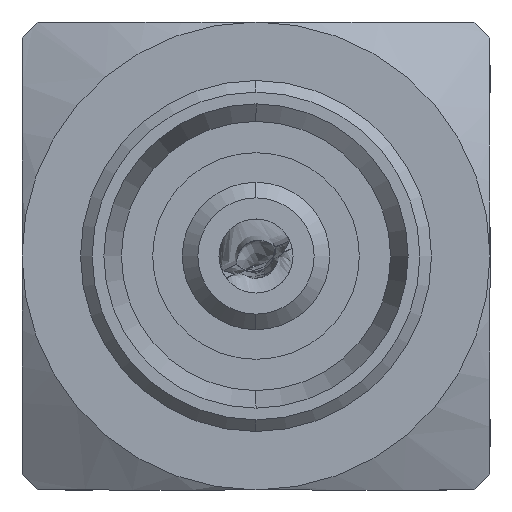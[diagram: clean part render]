
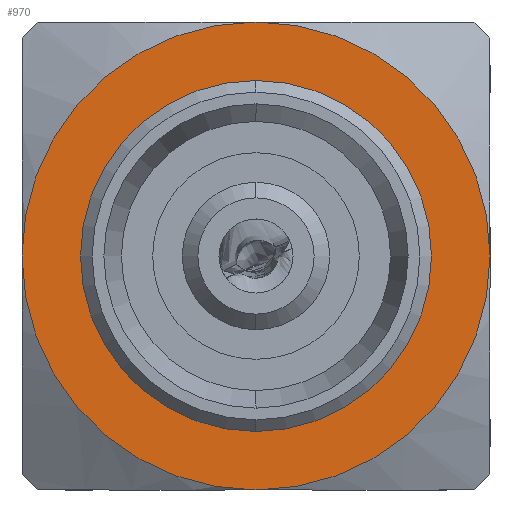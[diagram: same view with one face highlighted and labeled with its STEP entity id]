
A CAD part, left-side view. The second image highlights one B-rep face of the part: STEP entity #970.
In plain terms, the highlighted planar face has unit normal (-1, 0, 0).
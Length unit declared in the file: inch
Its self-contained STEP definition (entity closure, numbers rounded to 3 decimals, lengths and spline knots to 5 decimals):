
#10 = CARTESIAN_POINT ( 'NONE',  ( 0.17717, 0., -0.08858 ) ) ;
#11 = FACE_OUTER_BOUND ( 'NONE', #3258, .T. ) ;
#119 = ORIENTED_EDGE ( 'NONE', *, *, #4490, .F. ) ;
#331 = VERTEX_POINT ( 'NONE', #2787 ) ;
#338 = AXIS2_PLACEMENT_3D ( 'NONE', #3128, #3480, #922 ) ;
#501 = EDGE_CURVE ( 'NONE', #331, #2604, #3412, .T. ) ;
#618 = AXIS2_PLACEMENT_3D ( 'NONE', #5750, #1790, #868 ) ;
#747 = VERTEX_POINT ( 'NONE', #4695 ) ;
#868 = DIRECTION ( 'NONE',  ( 0., 0., 1. ) ) ;
#922 = DIRECTION ( 'NONE',  ( 0., 0., 1. ) ) ;
#970 = ADVANCED_FACE ( 'NONE', ( #5252, #11 ), #4848, .T. ) ;
#978 = EDGE_CURVE ( 'NONE', #1788, #747, #5080, .T. ) ;
#1241 = EDGE_LOOP ( 'NONE', ( #119, #2324 ) ) ;
#1435 = AXIS2_PLACEMENT_3D ( 'NONE', #4305, #3002, #5220 ) ;
#1628 = CARTESIAN_POINT ( 'NONE',  ( 0.17717, 0., -0.11811 ) ) ;
#1662 = ORIENTED_EDGE ( 'NONE', *, *, #3028, .T. ) ;
#1672 = CARTESIAN_POINT ( 'NONE',  ( 0.17717, 0.11811, 0. ) ) ;
#1679 = DIRECTION ( 'NONE',  ( -1., 0., 0. ) ) ;
#1716 = CIRCLE ( 'NONE', #1435, 0.11811 ) ;
#1772 = EDGE_CURVE ( 'NONE', #2604, #1788, #5761, .T. ) ;
#1788 = VERTEX_POINT ( 'NONE', #1628 ) ;
#1790 = DIRECTION ( 'NONE',  ( -1., 0., 0. ) ) ;
#1856 = CARTESIAN_POINT ( 'NONE',  ( 0.17717, 0., 0.08858 ) ) ;
#1867 = ORIENTED_EDGE ( 'NONE', *, *, #978, .T. ) ;
#1921 = VERTEX_POINT ( 'NONE', #10 ) ;
#2031 = CARTESIAN_POINT ( 'NONE',  ( 0.17717, 0., 0. ) ) ;
#2059 = CARTESIAN_POINT ( 'NONE',  ( 0.17717, 0., 0. ) ) ;
#2101 = DIRECTION ( 'NONE',  ( 0., 0., 1. ) ) ;
#2125 = DIRECTION ( 'NONE',  ( -1., 0., 0. ) ) ;
#2301 = AXIS2_PLACEMENT_3D ( 'NONE', #2059, #4792, #3933 ) ;
#2324 = ORIENTED_EDGE ( 'NONE', *, *, #2596, .F. ) ;
#2596 = EDGE_CURVE ( 'NONE', #1921, #3599, #3387, .T. ) ;
#2604 = VERTEX_POINT ( 'NONE', #1672 ) ;
#2683 = CIRCLE ( 'NONE', #4535, 0.08858 ) ;
#2745 = AXIS2_PLACEMENT_3D ( 'NONE', #2031, #2125, #3905 ) ;
#2787 = CARTESIAN_POINT ( 'NONE',  ( 0.17717, 0., 0.11811 ) ) ;
#3002 = DIRECTION ( 'NONE',  ( -1., 0., 0. ) ) ;
#3028 = EDGE_CURVE ( 'NONE', #747, #331, #1716, .T. ) ;
#3038 = DIRECTION ( 'NONE',  ( 0., 0., 1. ) ) ;
#3128 = CARTESIAN_POINT ( 'NONE',  ( 0.17717, -0.1185, -0.1185 ) ) ;
#3258 = EDGE_LOOP ( 'NONE', ( #3802, #3676, #1867, #1662 ) ) ;
#3356 = CARTESIAN_POINT ( 'NONE',  ( 0.17717, 0., 0. ) ) ;
#3387 = CIRCLE ( 'NONE', #5344, 0.08858 ) ;
#3412 = CIRCLE ( 'NONE', #2745, 0.11811 ) ;
#3480 = DIRECTION ( 'NONE',  ( -1., 0., 0. ) ) ;
#3599 = VERTEX_POINT ( 'NONE', #1856 ) ;
#3676 = ORIENTED_EDGE ( 'NONE', *, *, #1772, .T. ) ;
#3802 = ORIENTED_EDGE ( 'NONE', *, *, #501, .T. ) ;
#3905 = DIRECTION ( 'NONE',  ( 0., 0., 1. ) ) ;
#3933 = DIRECTION ( 'NONE',  ( 0., 0., 1. ) ) ;
#4305 = CARTESIAN_POINT ( 'NONE',  ( 0.17717, 0., 0. ) ) ;
#4314 = DIRECTION ( 'NONE',  ( -1., 0., 0. ) ) ;
#4490 = EDGE_CURVE ( 'NONE', #3599, #1921, #2683, .T. ) ;
#4535 = AXIS2_PLACEMENT_3D ( 'NONE', #4772, #1679, #2101 ) ;
#4695 = CARTESIAN_POINT ( 'NONE',  ( 0.17717, -0.11811, 0. ) ) ;
#4772 = CARTESIAN_POINT ( 'NONE',  ( 0.17717, 0., 0. ) ) ;
#4792 = DIRECTION ( 'NONE',  ( -1., 0., 0. ) ) ;
#4848 = PLANE ( 'NONE',  #338 ) ;
#5080 = CIRCLE ( 'NONE', #618, 0.11811 ) ;
#5220 = DIRECTION ( 'NONE',  ( 0., 0., 1. ) ) ;
#5252 = FACE_BOUND ( 'NONE', #1241, .T. ) ;
#5344 = AXIS2_PLACEMENT_3D ( 'NONE', #3356, #4314, #3038 ) ;
#5750 = CARTESIAN_POINT ( 'NONE',  ( 0.17717, 0., 0. ) ) ;
#5761 = CIRCLE ( 'NONE', #2301, 0.11811 ) ;
